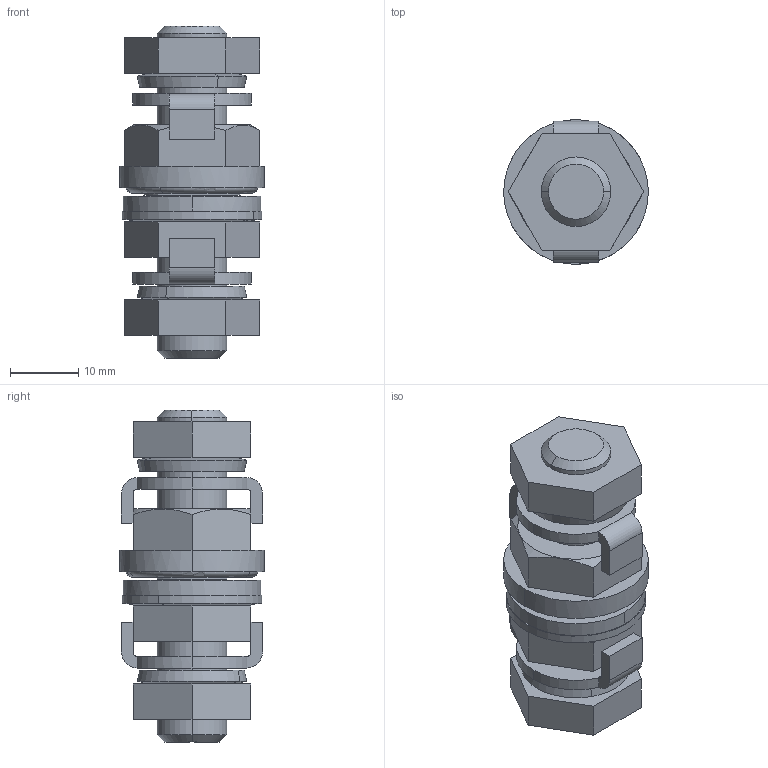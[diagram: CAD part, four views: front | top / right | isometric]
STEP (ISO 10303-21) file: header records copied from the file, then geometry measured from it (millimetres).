
FILE_DESCRIPTION(('CATIA V5R24 STEP','CAx-IF Rec.Pracs.--- Model Styling and Organization---1.2---2011-12-15'),'2;1');
FILE_NAME ('D1449742_0', '2018-02-08T08:24:18+00:00', ('Weidmueller Interface'), ('Weidmueller'), 'CATIA Version 5-6 Release 2014 SP4 HF52', 'CATIA V5 STEP AP214', 'none');
FILE_SCHEMA(('AUTOMOTIVE_DESIGN { 1 0 10303 214 1 1 1 1 }'));
Length unit declared in the file: millimetre
Products named in the file (1): PEBZ_M10_KTB_SET
Bounding box: 21.2 x 21.2 x 48.7 mm (x, y, z)
Volume: 10608.8 mm3; surface area: 7321.1 mm2
Topology: 3 solids, 3 shells, 147 faces, 364 edges, 238 vertices
Faces by surface type: plane 69, cylinder 40, cone 32, torus 6
Entity records: 4584 total; most frequent: CARTESIAN_POINT 1299, ORIENTED_EDGE 728, DIRECTION 462, EDGE_CURVE 364, VERTEX_POINT 238, AXIS2_PLACEMENT_3D 191, VECTOR 174, LINE 174
